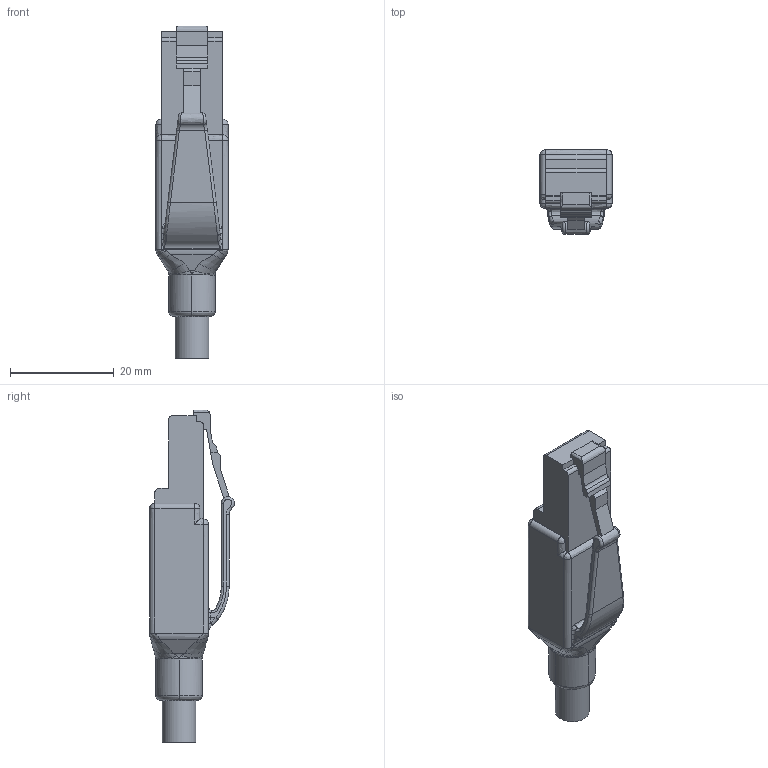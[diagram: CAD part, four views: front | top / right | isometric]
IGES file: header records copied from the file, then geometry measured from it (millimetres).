
Global section: file name: 0945_RJ-I_IP20_straight-plug_overmold_4contacts.igs; preprocessor: I-DEAS 3D IGES Translator 10; date: 20050304.132709; units: millimetre
Bounding box: 13.9 x 16.3 x 64 mm (x, y, z)
Volume: 6995.2 mm3; surface area: 3259.3 mm2
Topology: 1 solids, 1 shells, 272 faces, 684 edges, 422 vertices
Faces by surface type: bspline 272
